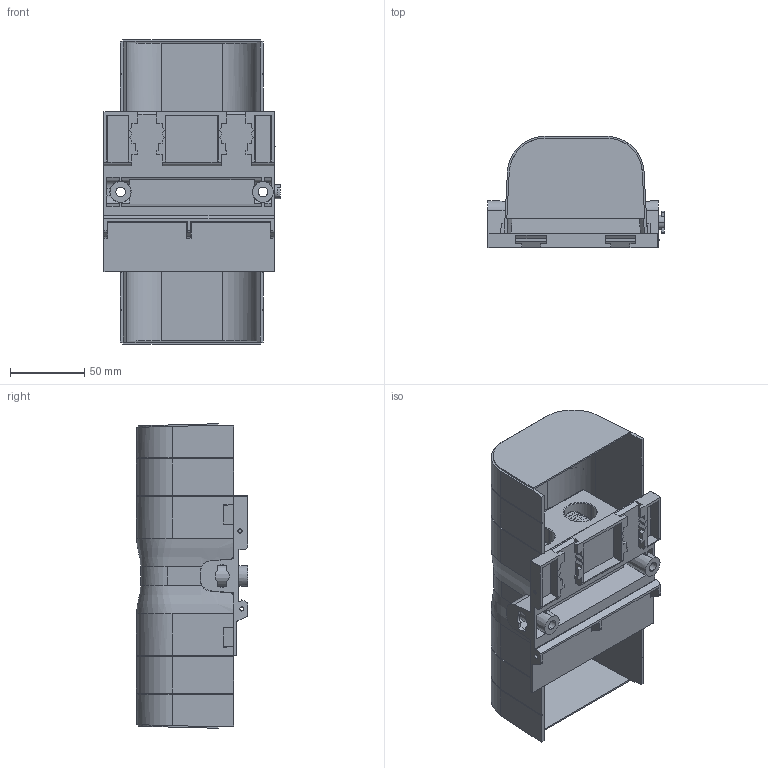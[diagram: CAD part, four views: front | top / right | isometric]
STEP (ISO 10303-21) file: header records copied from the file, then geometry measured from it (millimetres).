
FILE_DESCRIPTION(('STEP AP203'),'1');
FILE_NAME('sblt-800.stp','2024-06-27T23:20:18',('TraceParts'),('TraceParts S.A.'),'Spatial InterOp 3D',' ',' ');
FILE_SCHEMA(('CONFIG_CONTROL_DESIGN'));
Length unit declared in the file: millimetre
Products named in the file (1): 1
Bounding box: 119.2 x 74.87 x 205.44 mm (x, y, z)
Volume: 247200.1 mm3; surface area: 185226 mm2
Topology: 13 solids, 13 shells, 1419 faces, 3678 edges, 2363 vertices
Faces by surface type: plane 683, cylinder 428, cone 274, bspline 34
Entity records: 56175 total; most frequent: CARTESIAN_POINT 23863, ORIENTED_EDGE 7344, DIRECTION 5701, EDGE_CURVE 3672, VERTEX_POINT 2363, AXIS2_PLACEMENT_3D 1945, LINE 1811, VECTOR 1811
